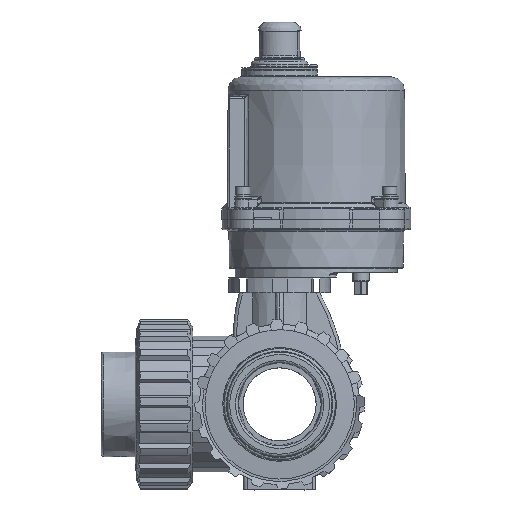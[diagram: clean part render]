
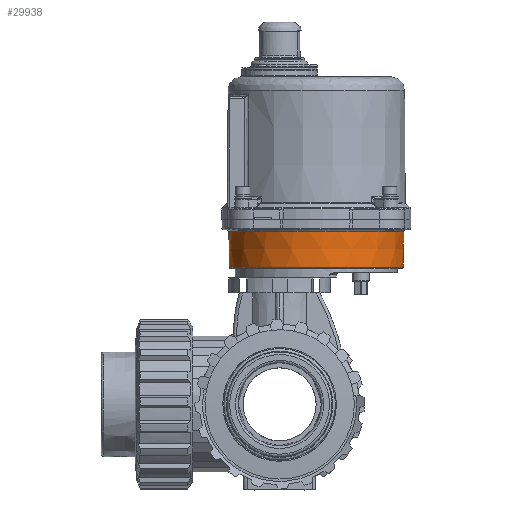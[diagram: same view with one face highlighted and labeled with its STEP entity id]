
A CAD part, front view. The second image highlights one B-rep face of the part: STEP entity #29938.
In plain terms, the highlighted conical face has half-angle 1 degrees and reference radius 52.509 mm.
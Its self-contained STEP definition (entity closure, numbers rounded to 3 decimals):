
#163 = CARTESIAN_POINT ( 'NONE',  ( -27.922, 44.546, 5.213 ) ) ;
#504 = CARTESIAN_POINT ( 'NONE',  ( -27.761, 44.643, 5.055 ) ) ;
#561 = ORIENTED_EDGE ( 'NONE', *, *, #43259, .T. ) ;
#636 = VERTEX_POINT ( 'NONE', #61635 ) ;
#1199 = CARTESIAN_POINT ( 'NONE',  ( -28.142, 44.412, 5.439 ) ) ;
#3398 = CARTESIAN_POINT ( 'NONE',  ( 20.315, 48.43, 2.017 ) ) ;
#6393 = B_SPLINE_CURVE_WITH_KNOTS ( 'NONE', 3,
 ( #96875, #16866, #49731, #49398 ),
 .UNSPECIFIED., .F., .F.,
 ( 4, 4 ),
 ( 0., 1. ),
 .UNSPECIFIED. ) ;
#6455 = CARTESIAN_POINT ( 'NONE',  ( -30.204, 43.103, 8.606 ) ) ;
#6476 = ORIENTED_EDGE ( 'NONE', *, *, #66145, .T. ) ;
#6797 = CARTESIAN_POINT ( 'NONE',  ( -30.146, 43.141, 8.473 ) ) ;
#7479 = CARTESIAN_POINT ( 'NONE',  ( -31.11, 42.546, 12.825 ) ) ;
#10430 = CARTESIAN_POINT ( 'NONE',  ( 21.882, 47.772, 2.017 ) ) ;
#10445 = CIRCLE ( 'NONE', #26408, 52.884 ) ;
#12170 = AXIS2_PLACEMENT_3D ( 'NONE', #31055, #54199, #78029 ) ;
#12449 = ORIENTED_EDGE ( 'NONE', *, *, #65940, .T. ) ;
#14498 = DIRECTION ( 'NONE',  ( 0., 0., 1. ) ) ;
#16241 = CARTESIAN_POINT ( 'NONE',  ( -27.81, 44.614, 5.102 ) ) ;
#16601 = CARTESIAN_POINT ( 'NONE',  ( -25.81, 45.77, 3.54 ) ) ;
#16866 = CARTESIAN_POINT ( 'NONE',  ( 31.228, 42.607, 19.62 ) ) ;
#18835 = CARTESIAN_POINT ( 'NONE',  ( 24.963, 46.304, 2.72 ) ) ;
#19439 = DIRECTION ( 'NONE',  ( 0., 0., -1. ) ) ;
#22200 = CARTESIAN_POINT ( 'NONE',  ( -31.286, 42.637, 23.017 ) ) ;
#24053 = ORIENTED_EDGE ( 'NONE', *, *, #99505, .T. ) ;
#24451 = EDGE_CURVE ( 'NONE', #30028, #42448, #94256, .T. ) ;
#26040 = EDGE_LOOP ( 'NONE', ( #561 ) ) ;
#26408 = AXIS2_PLACEMENT_3D ( 'NONE', #68417, #19439, #76417 ) ;
#29938 = ADVANCED_FACE ( 'NONE', ( #44711, #84845 ), #58507, .T. ) ;
#30028 = VERTEX_POINT ( 'NONE', #32145 ) ;
#30532 = CARTESIAN_POINT ( 'NONE',  ( -30.27, 43.061, 8.759 ) ) ;
#30868 = CARTESIAN_POINT ( 'NONE',  ( -31.01, 42.587, 11.323 ) ) ;
#31055 = CARTESIAN_POINT ( 'NONE',  ( 0., 0., 2.017 ) ) ;
#32145 = CARTESIAN_POINT ( 'NONE',  ( -31.11, 42.546, 12.825 ) ) ;
#32257 = CARTESIAN_POINT ( 'NONE',  ( -28.671, 44.086, 6.042 ) ) ;
#32605 = CARTESIAN_POINT ( 'NONE',  ( -23.011, 47.235, 2.274 ) ) ;
#34491 = CARTESIAN_POINT ( 'NONE',  ( 30.408, 42.976, 8.53 ) ) ;
#38259 = CARTESIAN_POINT ( 'NONE',  ( -30.767, 42.738, 10.23 ) ) ;
#40286 = AXIS2_PLACEMENT_3D ( 'NONE', #85211, #14498, #54669 ) ;
#40692 = CARTESIAN_POINT ( 'NONE',  ( -20.315, 48.43, 2.017 ) ) ;
#41389 = CARTESIAN_POINT ( 'NONE',  ( -27.196, 44.983, 4.514 ) ) ;
#42333 = ORIENTED_EDGE ( 'NONE', *, *, #78735, .F. ) ;
#42448 = VERTEX_POINT ( 'NONE', #91089 ) ;
#43259 = EDGE_CURVE ( 'NONE', #43332, #43332, #103242, .T. ) ;
#43332 = VERTEX_POINT ( 'NONE', #71274 ) ;
#44711 = FACE_OUTER_BOUND ( 'NONE', #51873, .T. ) ;
#46648 = CARTESIAN_POINT ( 'NONE',  ( -30.156, 43.135, 8.496 ) ) ;
#46674 = CARTESIAN_POINT ( 'NONE',  ( -31.11, 42.546, 12.825 ) ) ;
#46981 = CARTESIAN_POINT ( 'NONE',  ( -30.176, 43.122, 8.54 ) ) ;
#48044 = CARTESIAN_POINT ( 'NONE',  ( -27.728, 44.663, 5.023 ) ) ;
#48211 = CARTESIAN_POINT ( 'NONE',  ( 31.08, 42.53, 11.095 ) ) ;
#48503 = VERTEX_POINT ( 'NONE', #68931 ) ;
#48760 = CARTESIAN_POINT ( 'NONE',  ( -25.517, 45.93, 3.37 ) ) ;
#49112 = CARTESIAN_POINT ( 'NONE',  ( -28.322, 44.302, 5.638 ) ) ;
#49398 = CARTESIAN_POINT ( 'NONE',  ( 31.11, 42.546, 12.825 ) ) ;
#49731 = CARTESIAN_POINT ( 'NONE',  ( 31.169, 42.576, 16.223 ) ) ;
#50018 = CARTESIAN_POINT ( 'NONE',  ( -20.315, 48.43, 2.017 ) ) ;
#51873 = EDGE_LOOP ( 'NONE', ( #12449, #56654, #6476, #24053, #84294, #42333 ) ) ;
#53116 = VERTEX_POINT ( 'NONE', #58447 ) ;
#54199 = DIRECTION ( 'NONE',  ( 0., 0., -1. ) ) ;
#54379 = CARTESIAN_POINT ( 'NONE',  ( -31.228, 42.607, 19.62 ) ) ;
#54669 = DIRECTION ( 'NONE',  ( -1., 0., 0. ) ) ;
#55026 = CARTESIAN_POINT ( 'NONE',  ( -29.845, 43.338, 7.801 ) ) ;
#56050 = CARTESIAN_POINT ( 'NONE',  ( -21.688, 47.854, 2.017 ) ) ;
#56654 = ORIENTED_EDGE ( 'NONE', *, *, #24451, .F. ) ;
#56737 = CARTESIAN_POINT ( 'NONE',  ( -24.601, 46.418, 2.914 ) ) ;
#57606 = CARTESIAN_POINT ( 'NONE',  ( 31.11, 42.546, 12.825 ) ) ;
#58447 = CARTESIAN_POINT ( 'NONE',  ( 31.11, 42.546, 12.825 ) ) ;
#58507 = CONICAL_SURFACE ( 'NONE', #84126, 52.509, 0.017 ) ;
#59463 = B_SPLINE_CURVE_WITH_KNOTS ( 'NONE', 3,
 ( #57606, #48211, #34491, #66752, #18835, #10430, #3398 ),
 .UNSPECIFIED., .F., .F.,
 ( 4, 1, 1, 1, 4 ),
 ( 0., 0.286, 0.429, 0.714, 1. ),
 .UNSPECIFIED. ) ;
#61635 = CARTESIAN_POINT ( 'NONE',  ( 20.315, 48.43, 2.017 ) ) ;
#61958 = DIRECTION ( 'NONE',  ( 0., 0., 1. ) ) ;
#62775 = CARTESIAN_POINT ( 'NONE',  ( -29.497, 43.563, 7.187 ) ) ;
#63820 = CARTESIAN_POINT ( 'NONE',  ( -30.668, 42.802, 9.869 ) ) ;
#65940 = EDGE_CURVE ( 'NONE', #48503, #42448, #10445, .T. ) ;
#66145 = EDGE_CURVE ( 'NONE', #30028, #71494, #74275, .T. ) ;
#66752 = CARTESIAN_POINT ( 'NONE',  ( 28.117, 44.45, 5.124 ) ) ;
#67277 = EDGE_CURVE ( 'NONE', #53116, #636, #59463, .T. ) ;
#68417 = CARTESIAN_POINT ( 'NONE',  ( 0., 0., 23.017 ) ) ;
#68931 = CARTESIAN_POINT ( 'NONE',  ( 31.286, 42.637, 23.017 ) ) ;
#71274 = CARTESIAN_POINT ( 'NONE',  ( -52.509, 0., 1.5 ) ) ;
#71494 = VERTEX_POINT ( 'NONE', #50018 ) ;
#73281 = CARTESIAN_POINT ( 'NONE',  ( -26.662, 45.293, 4.092 ) ) ;
#73635 = CARTESIAN_POINT ( 'NONE',  ( -24.914, 46.254, 3.058 ) ) ;
#74275 = B_SPLINE_CURVE_WITH_KNOTS ( 'NONE', 3,
 ( #7479, #95885, #30868, #38259, #63820, #79225, #94438, #30532, #6455, #46981, #46648, #6797, #55026, #62775, #81291, #32257, #49112, #1199, #163, #16241, #504, #48044, #80592, #41389, #73281, #16601, #48760, #73635, #56737, #32605, #56050, #40692 ),
 .UNSPECIFIED., .F., .F.,
 ( 4, 2, 2, 1, 1, 1, 2, 2, 2, 2, 1, 1, 1, 2, 2, 2, 2, 2, 4 ),
 ( 0., 0.125, 0.187, 0.219, 0.234, 0.242, 0.246, 0.25, 0.375, 0.437, 0.469, 0.484, 0.492, 0.496, 0.5, 0.625, 0.687, 0.75, 1. ),
 .UNSPECIFIED. ) ;
#75448 = CIRCLE ( 'NONE', #12170, 52.518 ) ;
#76417 = DIRECTION ( 'NONE',  ( -1., 0., 0. ) ) ;
#78029 = DIRECTION ( 'NONE',  ( -1., 0., 0. ) ) ;
#78735 = EDGE_CURVE ( 'NONE', #48503, #53116, #6393, .T. ) ;
#79225 = CARTESIAN_POINT ( 'NONE',  ( -30.49, 42.917, 9.334 ) ) ;
#80592 = CARTESIAN_POINT ( 'NONE',  ( -27.711, 44.673, 5.007 ) ) ;
#81291 = CARTESIAN_POINT ( 'NONE',  ( -28.888, 43.949, 6.321 ) ) ;
#84126 = AXIS2_PLACEMENT_3D ( 'NONE', #95763, #61958, #86837 ) ;
#84294 = ORIENTED_EDGE ( 'NONE', *, *, #67277, .F. ) ;
#84845 = FACE_BOUND ( 'NONE', #26040, .T. ) ;
#85211 = CARTESIAN_POINT ( 'NONE',  ( 0., 0., 1.5 ) ) ;
#86837 = DIRECTION ( 'NONE',  ( 1., 0., 0. ) ) ;
#91089 = CARTESIAN_POINT ( 'NONE',  ( -31.286, 42.637, 23.017 ) ) ;
#94256 = B_SPLINE_CURVE_WITH_KNOTS ( 'NONE', 3,
 ( #46674, #103682, #54379, #22200 ),
 .UNSPECIFIED., .F., .F.,
 ( 4, 4 ),
 ( 0., 1. ),
 .UNSPECIFIED. ) ;
#94438 = CARTESIAN_POINT ( 'NONE',  ( -30.394, 42.98, 9.068 ) ) ;
#95763 = CARTESIAN_POINT ( 'NONE',  ( 0., 0., 1.5 ) ) ;
#95885 = CARTESIAN_POINT ( 'NONE',  ( -31.097, 42.539, 12.067 ) ) ;
#96875 = CARTESIAN_POINT ( 'NONE',  ( 31.286, 42.637, 23.017 ) ) ;
#99505 = EDGE_CURVE ( 'NONE', #71494, #636, #75448, .T. ) ;
#103242 = CIRCLE ( 'NONE', #40286, 52.509 ) ;
#103682 = CARTESIAN_POINT ( 'NONE',  ( -31.169, 42.576, 16.223 ) ) ;
